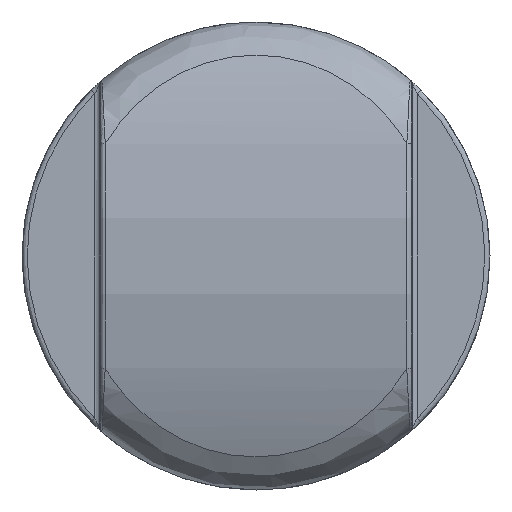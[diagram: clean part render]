
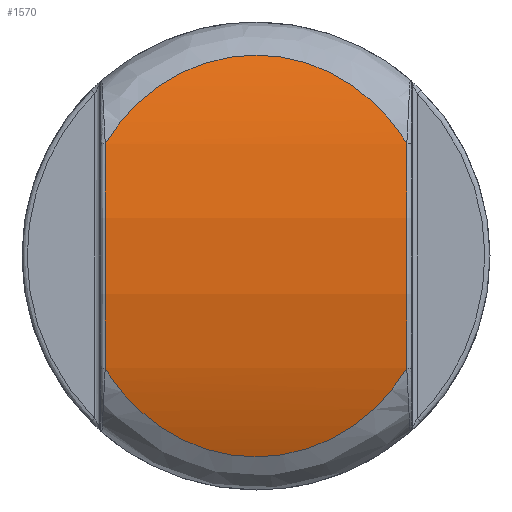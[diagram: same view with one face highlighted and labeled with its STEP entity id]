
A CAD part, front view. The second image highlights one B-rep face of the part: STEP entity #1570.
In plain terms, the highlighted cylindrical face has radius 10.625 mm (diameter 21.25 mm), a partial arc.
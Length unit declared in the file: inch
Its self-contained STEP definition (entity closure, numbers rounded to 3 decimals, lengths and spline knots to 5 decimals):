
#26 = VERTEX_POINT ( 'NONE', #3057 ) ;
#110 = DIRECTION ( 'NONE',  ( 0., 0., 1. ) ) ;
#199 = CARTESIAN_POINT ( 'NONE',  ( 0.06438, -4.74142, 0.13506 ) ) ;
#223 = CARTESIAN_POINT ( 'NONE',  ( 0.1125, -4.75445, -0.08789 ) ) ;
#247 = CARTESIAN_POINT ( 'NONE',  ( 0.11417, -4.34547, 0. ) ) ;
#251 = CARTESIAN_POINT ( 'NONE',  ( 0.10689, -4.75258, -0.09645 ) ) ;
#286 = ORIENTED_EDGE ( 'NONE', *, *, #3026, .F. ) ;
#341 = DIRECTION ( 'NONE',  ( 1., 0., 0. ) ) ;
#355 = EDGE_CURVE ( 'NONE', #26, #1443, #907, .T. ) ;
#404 = CARTESIAN_POINT ( 'NONE',  ( -0.11417, -4.75502, 0.08516 ) ) ;
#493 = CARTESIAN_POINT ( 'NONE',  ( -0.09505, -4.74893, -0.11085 ) ) ;
#563 = FACE_OUTER_BOUND ( 'NONE', #2456, .T. ) ;
#643 = CARTESIAN_POINT ( 'NONE',  ( -0.0454, -4.73819, 0.14413 ) ) ;
#691 = CARTESIAN_POINT ( 'NONE',  ( -0.0454, -4.73819, -0.14413 ) ) ;
#715 = CARTESIAN_POINT ( 'NONE',  ( -0.10629, -4.75238, 0.0973 ) ) ;
#749 = CARTESIAN_POINT ( 'NONE',  ( -0.07981, -4.74485, -0.12463 ) ) ;
#823 = CIRCLE ( 'NONE', #3014, 0.41831 ) ;
#834 = CARTESIAN_POINT ( 'NONE',  ( 0.11417, -4.75502, 0.08516 ) ) ;
#907 = CIRCLE ( 'NONE', #2945, 0.41831 ) ;
#922 = CARTESIAN_POINT ( 'NONE',  ( 0.10689, -4.75258, 0.09645 ) ) ;
#944 = CARTESIAN_POINT ( 'NONE',  ( -0.11417, -4.75502, -0.08516 ) ) ;
#953 = CARTESIAN_POINT ( 'NONE',  ( 0.1125, -4.75445, 0.08789 ) ) ;
#958 = ORIENTED_EDGE ( 'NONE', *, *, #355, .T. ) ;
#966 = DIRECTION ( 'NONE',  ( -1., 0., 0. ) ) ;
#986 = CARTESIAN_POINT ( 'NONE',  ( 0.0285, -4.73624, -0.1493 ) ) ;
#993 = ORIENTED_EDGE ( 'NONE', *, *, #2619, .F. ) ;
#1047 = EDGE_CURVE ( 'NONE', #2510, #3061, #823, .T. ) ;
#1183 = CARTESIAN_POINT ( 'NONE',  ( 0.08099, -4.74515, -0.1237 ) ) ;
#1195 = CARTESIAN_POINT ( 'NONE',  ( 0.00999, -4.73512, -0.15217 ) ) ;
#1247 = DIRECTION ( 'NONE',  ( 1., 0., 0. ) ) ;
#1296 = ORIENTED_EDGE ( 'NONE', *, *, #1047, .T. ) ;
#1393 = CARTESIAN_POINT ( 'NONE',  ( 0.09611, -4.74923, 0.10973 ) ) ;
#1442 =( BOUNDED_CURVE ( )  B_SPLINE_CURVE ( 3, ( #1916, #223, #251, #2185, #1183, #1942, #1702, #986, #1195, #1958, #2172, #691, #3152, #749, #493, #2159, #3136, #944 ),
 .UNSPECIFIED., .F., .T. ) 
 B_SPLINE_CURVE_WITH_KNOTS ( ( 4, 1, 1, 1, 1, 1, 1, 1, 1, 1, 1, 1, 1, 1, 1, 4 ),
 ( 0., 0.03375, 0.10826, 0.18229, 0.2552, 0.32648, 0.39583, 0.46378, 0.53121, 0.59909, 0.66832, 0.73946, 0.81226, 0.88623, 0.96073, 1. ),
 .UNSPECIFIED. ) 
 CURVE ( )  GEOMETRIC_REPRESENTATION_ITEM ( )  RATIONAL_B_SPLINE_CURVE ( ( 1.126, 1.126, 1.126, 1.126, 1.126, 1.126, 1.126, 1.126, 1.126, 1.126, 1.126, 1.126, 1.126, 1.126, 1.126, 1.126, 1.126, 1.126 ) ) 
 REPRESENTATION_ITEM ( '' )  );
#1443 = VERTEX_POINT ( 'NONE', #834 ) ;
#1557 = CARTESIAN_POINT ( 'NONE',  ( -0.11417, -4.75502, 0.08516 ) ) ;
#1570 = ADVANCED_FACE ( 'NONE', ( #563 ), #2251, .T. ) ;
#1616 = CARTESIAN_POINT ( 'NONE',  ( -0.00861, -4.73508, 0.15227 ) ) ;
#1632 = CARTESIAN_POINT ( 'NONE',  ( -0.09505, -4.74893, 0.11085 ) ) ;
#1702 = CARTESIAN_POINT ( 'NONE',  ( 0.04674, -4.73838, -0.14361 ) ) ;
#1743 = DIRECTION ( 'NONE',  ( 0., 0., 1. ) ) ;
#1862 = CARTESIAN_POINT ( 'NONE',  ( 0.0285, -4.73624, 0.1493 ) ) ;
#1875 = CARTESIAN_POINT ( 'NONE',  ( -0.11223, -4.75436, 0.08834 ) ) ;
#1892 = CARTESIAN_POINT ( 'NONE',  ( 0.04674, -4.73838, 0.14361 ) ) ;
#1916 = CARTESIAN_POINT ( 'NONE',  ( 0.11417, -4.75502, -0.08516 ) ) ;
#1924 = CARTESIAN_POINT ( 'NONE',  ( -0.02713, -4.73612, 0.14961 ) ) ;
#1942 = CARTESIAN_POINT ( 'NONE',  ( 0.06438, -4.74142, -0.13506 ) ) ;
#1958 = CARTESIAN_POINT ( 'NONE',  ( -0.00861, -4.73508, -0.15227 ) ) ;
#1972 = CARTESIAN_POINT ( 'NONE',  ( -0.11417, -4.75502, -0.08516 ) ) ;
#2048 = CARTESIAN_POINT ( 'NONE',  ( -0.17717, -4.34547, 0. ) ) ;
#2159 = CARTESIAN_POINT ( 'NONE',  ( -0.10629, -4.75238, -0.0973 ) ) ;
#2167 = CARTESIAN_POINT ( 'NONE',  ( 0.00999, -4.73512, 0.15217 ) ) ;
#2172 = CARTESIAN_POINT ( 'NONE',  ( -0.02713, -4.73612, -0.14961 ) ) ;
#2178 =( BOUNDED_CURVE ( )  B_SPLINE_CURVE ( 3, ( #404, #1875, #715, #1632, #2613, #2407, #643, #1924, #1616, #2167, #1862, #1892, #199, #3146, #1393, #922, #953, #2838 ),
 .UNSPECIFIED., .F., .T. ) 
 B_SPLINE_CURVE_WITH_KNOTS ( ( 4, 1, 1, 1, 1, 1, 1, 1, 1, 1, 1, 1, 1, 1, 1, 4 ),
 ( 0., 0.03927, 0.11377, 0.18774, 0.26054, 0.33168, 0.40091, 0.46879, 0.53622, 0.60417, 0.67353, 0.74481, 0.81772, 0.89175, 0.96626, 1. ),
 .UNSPECIFIED. ) 
 CURVE ( )  GEOMETRIC_REPRESENTATION_ITEM ( )  RATIONAL_B_SPLINE_CURVE ( ( 1.126, 1.126, 1.126, 1.126, 1.126, 1.126, 1.126, 1.126, 1.126, 1.126, 1.126, 1.126, 1.126, 1.126, 1.126, 1.126, 1.126, 1.126 ) ) 
 REPRESENTATION_ITEM ( '' )  );
#2180 = DIRECTION ( 'NONE',  ( 0., 0., 1. ) ) ;
#2185 = CARTESIAN_POINT ( 'NONE',  ( 0.09611, -4.74923, -0.10973 ) ) ;
#2251 = CYLINDRICAL_SURFACE ( 'NONE', #2543, 0.41831 ) ;
#2407 = CARTESIAN_POINT ( 'NONE',  ( -0.0631, -4.74117, 0.13579 ) ) ;
#2456 = EDGE_LOOP ( 'NONE', ( #286, #958, #993, #1296 ) ) ;
#2510 = VERTEX_POINT ( 'NONE', #1557 ) ;
#2543 = AXIS2_PLACEMENT_3D ( 'NONE', #2048, #341, #110 ) ;
#2613 = CARTESIAN_POINT ( 'NONE',  ( -0.07981, -4.74485, 0.12463 ) ) ;
#2619 = EDGE_CURVE ( 'NONE', #2510, #1443, #2178, .T. ) ;
#2838 = CARTESIAN_POINT ( 'NONE',  ( 0.11417, -4.75502, 0.08516 ) ) ;
#2945 = AXIS2_PLACEMENT_3D ( 'NONE', #247, #966, #2180 ) ;
#2982 = CARTESIAN_POINT ( 'NONE',  ( -0.11417, -4.34547, 0. ) ) ;
#3014 = AXIS2_PLACEMENT_3D ( 'NONE', #2982, #1247, #1743 ) ;
#3026 = EDGE_CURVE ( 'NONE', #26, #3061, #1442, .T. ) ;
#3057 = CARTESIAN_POINT ( 'NONE',  ( 0.11417, -4.75502, -0.08516 ) ) ;
#3061 = VERTEX_POINT ( 'NONE', #1972 ) ;
#3136 = CARTESIAN_POINT ( 'NONE',  ( -0.11223, -4.75436, -0.08834 ) ) ;
#3146 = CARTESIAN_POINT ( 'NONE',  ( 0.08099, -4.74515, 0.1237 ) ) ;
#3152 = CARTESIAN_POINT ( 'NONE',  ( -0.0631, -4.74117, -0.13579 ) ) ;
